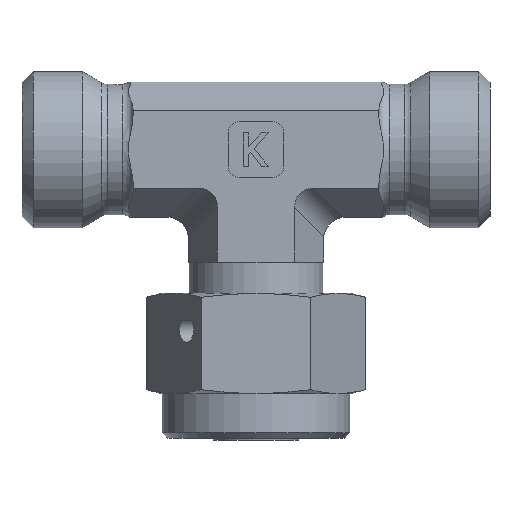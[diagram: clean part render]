
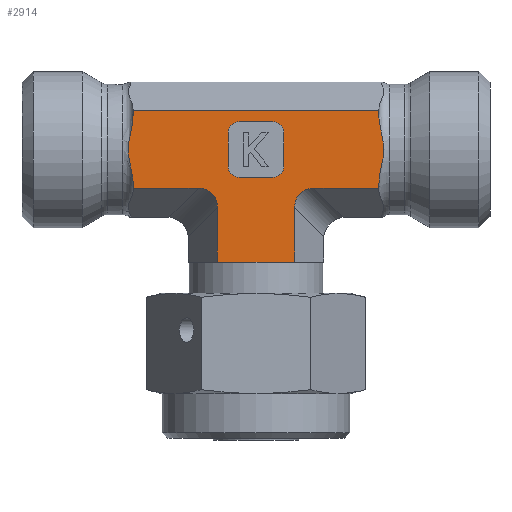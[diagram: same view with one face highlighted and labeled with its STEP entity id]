
A CAD part, left-side view. The second image highlights one B-rep face of the part: STEP entity #2914.
In plain terms, the highlighted planar face has unit normal (-1, 0, 0).
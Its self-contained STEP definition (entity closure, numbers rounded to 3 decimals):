
#266=CARTESIAN_POINT('',(-25.685,9.544,0.4));
#267=VERTEX_POINT('',#266);
#539=CARTESIAN_POINT('',(-25.685,6.08,0.4));
#540=VERTEX_POINT('',#539);
#547=CARTESIAN_POINT('',(-25.685,9.544,0.4));
#548=DIRECTION('',(0.0,-1.0,0.0));
#549=VECTOR('',#548,3.464);
#550=LINE('',#547,#549);
#551=EDGE_CURVE('',#267,#540,#550,.T.);
#670=CARTESIAN_POINT('',(-25.685,13.008,0.4));
#671=VERTEX_POINT('',#670);
#679=CARTESIAN_POINT('',(-25.685,13.008,0.4));
#680=DIRECTION('',(0.0,-1.0,0.0));
#681=VECTOR('',#680,3.464);
#682=LINE('',#679,#681);
#683=EDGE_CURVE('',#671,#267,#682,.T.);
#894=CARTESIAN_POINT('',(-25.685,13.008,5.304));
#895=VERTEX_POINT('',#894);
#896=CARTESIAN_POINT('',(-25.685,13.008,0.4));
#897=DIRECTION('',(0.0,0.0,1.0));
#898=VECTOR('',#897,4.904);
#899=LINE('',#896,#898);
#900=EDGE_CURVE('',#671,#895,#899,.T.);
#1056=CARTESIAN_POINT('',(-25.685,20.544,13.964));
#1057=VERTEX_POINT('',#1056);
#1064=CARTESIAN_POINT('',(-25.685,20.544,13.805));
#1065=VERTEX_POINT('',#1064);
#1073=CARTESIAN_POINT('',(-25.685,20.544,13.964));
#1074=DIRECTION('',(0.0,0.0,-1.0));
#1075=VECTOR('',#1074,0.159);
#1076=LINE('',#1073,#1075);
#1077=EDGE_CURVE('',#1057,#1065,#1076,.T.);
#1111=CARTESIAN_POINT('',(-25.685,20.544,7.036));
#1112=VERTEX_POINT('',#1111);
#1121=CARTESIAN_POINT('',(-25.685,20.544,7.195));
#1122=VERTEX_POINT('',#1121);
#1123=CARTESIAN_POINT('',(-25.685,20.544,7.195));
#1124=DIRECTION('',(0.0,0.0,-1.0));
#1125=VECTOR('',#1124,0.159);
#1126=LINE('',#1123,#1125);
#1127=EDGE_CURVE('',#1122,#1112,#1126,.T.);
#1193=CARTESIAN_POINT('',(-25.685,20.544,13.805));
#1194=CARTESIAN_POINT('',(-25.685,20.544,13.432));
#1195=CARTESIAN_POINT('',(-25.685,20.602,12.987));
#1196=CARTESIAN_POINT('',(-25.685,20.793,11.956));
#1197=CARTESIAN_POINT('',(-25.685,21.017,11.176));
#1198=CARTESIAN_POINT('',(-25.685,21.017,10.5));
#1199=CARTESIAN_POINT('',(-25.685,21.017,9.824));
#1200=CARTESIAN_POINT('',(-25.685,20.793,9.044));
#1201=CARTESIAN_POINT('',(-25.685,20.602,8.013));
#1202=CARTESIAN_POINT('',(-25.685,20.544,7.568));
#1203=CARTESIAN_POINT('',(-25.685,20.544,7.195));
#1204=B_SPLINE_CURVE_WITH_KNOTS('',3,(#1193,#1194,#1195,#1196,#1197,#1198,#1199,#1200,#1201,#1202,#1203),.UNSPECIFIED.,.F.,.U.,(4,2,3,2,4),(-0.315,-0.203,0.0,0.203,0.315),.UNSPECIFIED.);
#1205=EDGE_CURVE('',#1065,#1122,#1204,.T.);
#1401=CARTESIAN_POINT('',(-25.685,-1.456,13.964));
#1402=VERTEX_POINT('',#1401);
#1403=CARTESIAN_POINT('',(-25.685,20.544,13.964));
#1404=DIRECTION('',(0.0,-1.0,0.0));
#1405=VECTOR('',#1404,22.);
#1406=LINE('',#1403,#1405);
#1407=EDGE_CURVE('',#1057,#1402,#1406,.T.);
#1594=CARTESIAN_POINT('',(-25.685,-1.456,7.036));
#1595=VERTEX_POINT('',#1594);
#1602=CARTESIAN_POINT('',(-25.685,-1.456,7.195));
#1603=VERTEX_POINT('',#1602);
#1611=CARTESIAN_POINT('',(-25.685,-1.456,7.036));
#1612=DIRECTION('',(0.0,0.0,1.0));
#1613=VECTOR('',#1612,0.159);
#1614=LINE('',#1611,#1613);
#1615=EDGE_CURVE('',#1595,#1603,#1614,.T.);
#1650=CARTESIAN_POINT('',(-25.685,-1.456,13.805));
#1651=VERTEX_POINT('',#1650);
#1652=CARTESIAN_POINT('',(-25.685,-1.456,13.805));
#1653=DIRECTION('',(0.0,0.0,1.0));
#1654=VECTOR('',#1653,0.159);
#1655=LINE('',#1652,#1654);
#1656=EDGE_CURVE('',#1651,#1402,#1655,.T.);
#1685=CARTESIAN_POINT('',(-25.685,-1.456,7.195));
#1686=CARTESIAN_POINT('',(-25.685,-1.456,7.568));
#1687=CARTESIAN_POINT('',(-25.685,-1.514,8.013));
#1688=CARTESIAN_POINT('',(-25.685,-1.706,9.044));
#1689=CARTESIAN_POINT('',(-25.685,-1.929,9.824));
#1690=CARTESIAN_POINT('',(-25.685,-1.929,11.176));
#1691=CARTESIAN_POINT('',(-25.685,-1.706,11.956));
#1692=CARTESIAN_POINT('',(-25.685,-1.514,12.987));
#1693=CARTESIAN_POINT('',(-25.685,-1.456,13.432));
#1694=CARTESIAN_POINT('',(-25.685,-1.456,13.805));
#1695=B_SPLINE_CURVE_WITH_KNOTS('',3,(#1685,#1686,#1687,#1688,#1689,#1690,#1691,#1692,#1693,#1694),.UNSPECIFIED.,.F.,.U.,(4,2,2,2,4),(0.734,0.846,1.049,1.252,1.364),.UNSPECIFIED.);
#1696=EDGE_CURVE('',#1603,#1651,#1695,.T.);
#1877=CARTESIAN_POINT('',(-25.685,4.348,7.036));
#1878=VERTEX_POINT('',#1877);
#1879=CARTESIAN_POINT('',(-25.685,4.348,7.036));
#1880=DIRECTION('',(0.0,-1.0,0.0));
#1881=VECTOR('',#1880,5.804);
#1882=LINE('',#1879,#1881);
#1883=EDGE_CURVE('',#1878,#1595,#1882,.T.);
#1979=CARTESIAN_POINT('',(-25.685,14.74,7.036));
#1980=VERTEX_POINT('',#1979);
#1981=CARTESIAN_POINT('',(-25.685,15.317,4.726));
#1982=DIRECTION('',(-1.0,0.0,0.0));
#1983=DIRECTION('',(0.0,-0.707,0.707));
#1984=AXIS2_PLACEMENT_3D('',#1981,#1982,#1983);
#1985=ELLIPSE('',#1984,2.582,2.0);
#1986=EDGE_CURVE('',#895,#1980,#1985,.T.);
#2044=CARTESIAN_POINT('',(-25.685,14.74,7.036));
#2045=DIRECTION('',(0.0,1.0,0.0));
#2046=VECTOR('',#2045,5.804);
#2047=LINE('',#2044,#2046);
#2048=EDGE_CURVE('',#1980,#1112,#2047,.T.);
#2462=CARTESIAN_POINT('',(-25.685,7.044,12.));
#2463=VERTEX_POINT('',#2462);
#2470=CARTESIAN_POINT('',(-25.685,8.044,13.));
#2471=VERTEX_POINT('',#2470);
#2472=CARTESIAN_POINT('',(-25.685,8.044,12.));
#2473=DIRECTION('',(-1.0,0.0,0.0));
#2474=DIRECTION('',(0.0,-0.707,0.707));
#2475=AXIS2_PLACEMENT_3D('',#2472,#2473,#2474);
#2476=CIRCLE('',#2475,1.0);
#2477=EDGE_CURVE('',#2463,#2471,#2476,.T.);
#2494=CARTESIAN_POINT('',(-25.685,11.044,13.));
#2495=VERTEX_POINT('',#2494);
#2496=CARTESIAN_POINT('',(-25.685,11.044,13.));
#2497=DIRECTION('',(0.0,-1.0,0.0));
#2498=VECTOR('',#2497,3.0);
#2499=LINE('',#2496,#2498);
#2500=EDGE_CURVE('',#2495,#2471,#2499,.T.);
#2535=CARTESIAN_POINT('',(-25.685,8.044,8.));
#2536=VERTEX_POINT('',#2535);
#2543=CARTESIAN_POINT('',(-25.685,7.044,9.0));
#2544=VERTEX_POINT('',#2543);
#2545=CARTESIAN_POINT('',(-25.685,8.044,9.));
#2546=DIRECTION('',(-1.0,0.0,0.0));
#2547=DIRECTION('',(0.0,-0.707,-0.707));
#2548=AXIS2_PLACEMENT_3D('',#2545,#2546,#2547);
#2549=CIRCLE('',#2548,1.0);
#2550=EDGE_CURVE('',#2536,#2544,#2549,.T.);
#2574=CARTESIAN_POINT('',(-25.685,7.044,12.));
#2575=DIRECTION('',(0.0,0.0,-1.0));
#2576=VECTOR('',#2575,3.);
#2577=LINE('',#2574,#2576);
#2578=EDGE_CURVE('',#2463,#2544,#2577,.T.);
#2599=CARTESIAN_POINT('',(-25.685,12.044,9.0));
#2600=VERTEX_POINT('',#2599);
#2607=CARTESIAN_POINT('',(-25.685,11.044,8.));
#2608=VERTEX_POINT('',#2607);
#2609=CARTESIAN_POINT('',(-25.685,11.044,9.));
#2610=DIRECTION('',(-1.0,0.0,0.0));
#2611=DIRECTION('',(0.0,0.707,-0.707));
#2612=AXIS2_PLACEMENT_3D('',#2609,#2610,#2611);
#2613=CIRCLE('',#2612,1.0);
#2614=EDGE_CURVE('',#2600,#2608,#2613,.T.);
#2638=CARTESIAN_POINT('',(-25.685,8.044,8.));
#2639=DIRECTION('',(0.0,1.0,0.0));
#2640=VECTOR('',#2639,3.);
#2641=LINE('',#2638,#2640);
#2642=EDGE_CURVE('',#2536,#2608,#2641,.T.);
#2662=CARTESIAN_POINT('',(-25.685,12.044,12.));
#2663=VERTEX_POINT('',#2662);
#2664=CARTESIAN_POINT('',(-25.685,11.044,12.));
#2665=DIRECTION('',(-1.0,0.0,0.0));
#2666=DIRECTION('',(0.0,0.707,0.707));
#2667=AXIS2_PLACEMENT_3D('',#2664,#2665,#2666);
#2668=CIRCLE('',#2667,1.0);
#2669=EDGE_CURVE('',#2495,#2663,#2668,.T.);
#2693=CARTESIAN_POINT('',(-25.685,12.044,9.0));
#2694=DIRECTION('',(0.0,0.0,1.0));
#2695=VECTOR('',#2694,3.);
#2696=LINE('',#2693,#2695);
#2697=EDGE_CURVE('',#2600,#2663,#2696,.T.);
#2808=CARTESIAN_POINT('',(-25.685,6.08,5.304));
#2809=VERTEX_POINT('',#2808);
#2810=CARTESIAN_POINT('',(-25.685,3.77,4.726));
#2811=DIRECTION('',(-1.0,0.0,0.0));
#2812=DIRECTION('',(0.0,0.707,0.707));
#2813=AXIS2_PLACEMENT_3D('',#2810,#2811,#2812);
#2814=ELLIPSE('',#2813,2.582,2.0);
#2815=EDGE_CURVE('',#1878,#2809,#2814,.T.);
#2872=CARTESIAN_POINT('',(-25.685,6.08,0.4));
#2873=DIRECTION('',(0.0,0.0,1.0));
#2874=VECTOR('',#2873,4.904);
#2875=LINE('',#2872,#2874);
#2876=EDGE_CURVE('',#540,#2809,#2875,.T.);
#2882=CARTESIAN_POINT('',(-25.685,6.08,0.0));
#2883=DIRECTION('',(-1.0,0.0,0.0));
#2884=DIRECTION('',(0.0,0.0,1.0));
#2885=AXIS2_PLACEMENT_3D('',#2882,#2883,#2884);
#2886=PLANE('',#2885);
#2887=ORIENTED_EDGE('',*,*,#551,.T.);
#2888=ORIENTED_EDGE('',*,*,#2876,.T.);
#2889=ORIENTED_EDGE('',*,*,#2815,.F.);
#2890=ORIENTED_EDGE('',*,*,#1883,.T.);
#2891=ORIENTED_EDGE('',*,*,#1615,.T.);
#2892=ORIENTED_EDGE('',*,*,#1696,.T.);
#2893=ORIENTED_EDGE('',*,*,#1656,.T.);
#2894=ORIENTED_EDGE('',*,*,#1407,.F.);
#2895=ORIENTED_EDGE('',*,*,#1077,.T.);
#2896=ORIENTED_EDGE('',*,*,#1205,.T.);
#2897=ORIENTED_EDGE('',*,*,#1127,.T.);
#2898=ORIENTED_EDGE('',*,*,#2048,.F.);
#2899=ORIENTED_EDGE('',*,*,#1986,.F.);
#2900=ORIENTED_EDGE('',*,*,#900,.F.);
#2901=ORIENTED_EDGE('',*,*,#683,.T.);
#2902=EDGE_LOOP('',(#2887,#2888,#2889,#2890,#2891,#2892,#2893,#2894,#2895,#2896,#2897,#2898,#2899,#2900,#2901));
#2903=FACE_OUTER_BOUND('',#2902,.T.);
#2904=ORIENTED_EDGE('',*,*,#2642,.T.);
#2905=ORIENTED_EDGE('',*,*,#2614,.F.);
#2906=ORIENTED_EDGE('',*,*,#2697,.T.);
#2907=ORIENTED_EDGE('',*,*,#2669,.F.);
#2908=ORIENTED_EDGE('',*,*,#2500,.T.);
#2909=ORIENTED_EDGE('',*,*,#2477,.F.);
#2910=ORIENTED_EDGE('',*,*,#2578,.T.);
#2911=ORIENTED_EDGE('',*,*,#2550,.F.);
#2912=EDGE_LOOP('',(#2904,#2905,#2906,#2907,#2908,#2909,#2910,#2911));
#2913=FACE_BOUND('',#2912,.T.);
#2914=ADVANCED_FACE('',(#2903,#2913),#2886,.T.);
